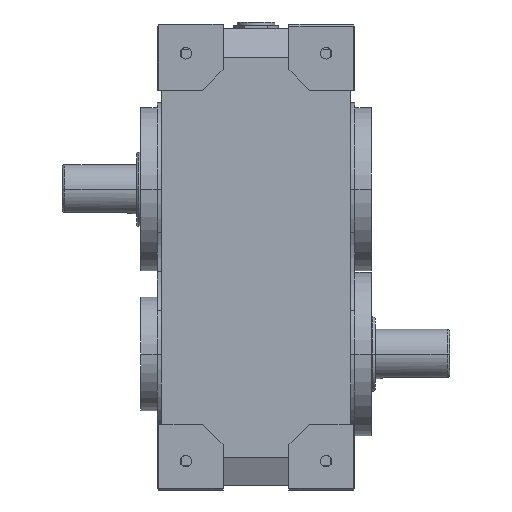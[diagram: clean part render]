
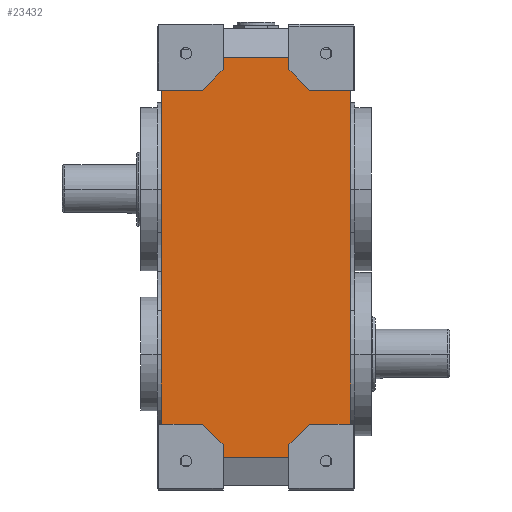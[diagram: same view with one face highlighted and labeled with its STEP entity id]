
A CAD part, front view. The second image highlights one B-rep face of the part: STEP entity #23432.
In plain terms, the highlighted planar face has unit normal (0, -1, 0).
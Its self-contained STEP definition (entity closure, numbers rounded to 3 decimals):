
#89 = EDGE_CURVE ( 'NONE', #12844, #33069, #9602, .T. ) ;
#652 = CARTESIAN_POINT ( 'NONE',  ( -115., -190., -285. ) ) ;
#1218 = EDGE_LOOP ( 'NONE', ( #18504, #10705, #12311, #29271, #29932, #30050, #25109, #25308, #6878, #1794, #22469, #17420, #24323, #22517, #19245, #16831 ) ) ;
#1261 = CARTESIAN_POINT ( 'NONE',  ( 115., -190., 120. ) ) ;
#1356 = DIRECTION ( 'NONE',  ( 1., 0., 0. ) ) ;
#1449 = LINE ( 'NONE', #12565, #2305 ) ;
#1794 = ORIENTED_EDGE ( 'NONE', *, *, #33829, .T. ) ;
#2305 = VECTOR ( 'NONE', #20763, 1000. ) ;
#2349 = LINE ( 'NONE', #24544, #20484 ) ;
#2941 = VERTEX_POINT ( 'NONE', #6403 ) ;
#3160 = CARTESIAN_POINT ( 'NONE',  ( -120., -190., -285. ) ) ;
#3313 = DIRECTION ( 'NONE',  ( 0., 1., 0. ) ) ;
#3412 = EDGE_CURVE ( 'NONE', #16282, #27987, #16047, .T. ) ;
#3794 = CARTESIAN_POINT ( 'NONE',  ( -40., -190., 160. ) ) ;
#3929 = DIRECTION ( 'NONE',  ( 0.707, 0., 0.707 ) ) ;
#4122 = DIRECTION ( 'NONE',  ( 0., 0., -1. ) ) ;
#4203 = VECTOR ( 'NONE', #13848, 1000. ) ;
#4799 = EDGE_CURVE ( 'NONE', #12844, #16054, #28355, .T. ) ;
#4930 = CARTESIAN_POINT ( 'NONE',  ( -40., -190., -325. ) ) ;
#5108 = LINE ( 'NONE', #1261, #32818 ) ;
#5158 = CARTESIAN_POINT ( 'NONE',  ( 65., -190., 120. ) ) ;
#5429 = VECTOR ( 'NONE', #13218, 1000. ) ;
#5848 = DIRECTION ( 'NONE',  ( 0., 0., 1. ) ) ;
#6302 = VECTOR ( 'NONE', #15815, 1000. ) ;
#6403 = CARTESIAN_POINT ( 'NONE',  ( -40., -190., -310. ) ) ;
#6579 = CARTESIAN_POINT ( 'NONE',  ( -40., -190., -365. ) ) ;
#6670 = LINE ( 'NONE', #3160, #4203 ) ;
#6878 = ORIENTED_EDGE ( 'NONE', *, *, #16242, .F. ) ;
#7593 = EDGE_CURVE ( 'NONE', #8772, #24934, #8738, .T. ) ;
#7969 = EDGE_CURVE ( 'NONE', #17932, #2941, #10372, .T. ) ;
#8162 = LINE ( 'NONE', #17178, #28409 ) ;
#8327 = DIRECTION ( 'NONE',  ( -0.707, 0., 0.707 ) ) ;
#8724 = CARTESIAN_POINT ( 'NONE',  ( -120., -190., -325. ) ) ;
#8738 = LINE ( 'NONE', #9205, #24438 ) ;
#8772 = VERTEX_POINT ( 'NONE', #23391 ) ;
#9109 = LINE ( 'NONE', #27345, #14476 ) ;
#9205 = CARTESIAN_POINT ( 'NONE',  ( 175., -190., -175. ) ) ;
#9602 = LINE ( 'NONE', #30321, #17057 ) ;
#10372 = LINE ( 'NONE', #23505, #5429 ) ;
#10705 = ORIENTED_EDGE ( 'NONE', *, *, #31502, .T. ) ;
#10845 = CARTESIAN_POINT ( 'NONE',  ( 115., -190., -285. ) ) ;
#10871 = CARTESIAN_POINT ( 'NONE',  ( -27.5, -190., 212.5 ) ) ;
#11295 = DIRECTION ( 'NONE',  ( 0., 0., 1. ) ) ;
#11373 = DIRECTION ( 'NONE',  ( 1., 0., 0. ) ) ;
#11748 = CARTESIAN_POINT ( 'NONE',  ( -40., -190., 145. ) ) ;
#12311 = ORIENTED_EDGE ( 'NONE', *, *, #3412, .F. ) ;
#12565 = CARTESIAN_POINT ( 'NONE',  ( -92.5, -190., 92.5 ) ) ;
#12575 = EDGE_CURVE ( 'NONE', #15191, #20925, #31205, .T. ) ;
#12841 = VERTEX_POINT ( 'NONE', #4930 ) ;
#12844 = VERTEX_POINT ( 'NONE', #5158 ) ;
#13218 = DIRECTION ( 'NONE',  ( 0.707, 0., -0.707 ) ) ;
#13848 = DIRECTION ( 'NONE',  ( 1., 0., 0. ) ) ;
#13920 = DIRECTION ( 'NONE',  ( 1., 0., 0. ) ) ;
#14220 = DIRECTION ( 'NONE',  ( 1., 0., 0. ) ) ;
#14273 = VERTEX_POINT ( 'NONE', #24343 ) ;
#14381 = VECTOR ( 'NONE', #25498, 1000. ) ;
#14476 = VECTOR ( 'NONE', #11295, 1000. ) ;
#14959 = CARTESIAN_POINT ( 'NONE',  ( -65., -190., -285. ) ) ;
#15191 = VERTEX_POINT ( 'NONE', #32380 ) ;
#15815 = DIRECTION ( 'NONE',  ( 1., 0., 0. ) ) ;
#16029 = VERTEX_POINT ( 'NONE', #10845 ) ;
#16047 = LINE ( 'NONE', #6579, #14381 ) ;
#16054 = VERTEX_POINT ( 'NONE', #18336 ) ;
#16242 = EDGE_CURVE ( 'NONE', #12841, #2941, #9109, .T. ) ;
#16282 = VERTEX_POINT ( 'NONE', #11748 ) ;
#16722 = EDGE_CURVE ( 'NONE', #15191, #14273, #22317, .T. ) ;
#16831 = ORIENTED_EDGE ( 'NONE', *, *, #4799, .T. ) ;
#17057 = VECTOR ( 'NONE', #1356, 1000. ) ;
#17178 = CARTESIAN_POINT ( 'NONE',  ( -120., -190., 160. ) ) ;
#17420 = ORIENTED_EDGE ( 'NONE', *, *, #7593, .T. ) ;
#17932 = VERTEX_POINT ( 'NONE', #14959 ) ;
#17993 = VERTEX_POINT ( 'NONE', #23056 ) ;
#18336 = CARTESIAN_POINT ( 'NONE',  ( 40., -190., 145. ) ) ;
#18504 = ORIENTED_EDGE ( 'NONE', *, *, #33821, .T. ) ;
#18585 = CARTESIAN_POINT ( 'NONE',  ( -120., -190., -285. ) ) ;
#18604 = EDGE_CURVE ( 'NONE', #27393, #8772, #22982, .T. ) ;
#19237 = CARTESIAN_POINT ( 'NONE',  ( 65., -190., -285. ) ) ;
#19245 = ORIENTED_EDGE ( 'NONE', *, *, #89, .F. ) ;
#20484 = VECTOR ( 'NONE', #5848, 1000. ) ;
#20625 = EDGE_CURVE ( 'NONE', #16029, #33069, #5108, .T. ) ;
#20763 = DIRECTION ( 'NONE',  ( -0.707, 0., -0.707 ) ) ;
#20768 = DIRECTION ( 'NONE',  ( 0., 0., 1. ) ) ;
#20925 = VERTEX_POINT ( 'NONE', #652 ) ;
#21336 = VECTOR ( 'NONE', #13920, 1000. ) ;
#21488 = VECTOR ( 'NONE', #11373, 1000. ) ;
#21980 = PLANE ( 'NONE',  #32216 ) ;
#22011 = LINE ( 'NONE', #18585, #6302 ) ;
#22317 = LINE ( 'NONE', #24754, #21488 ) ;
#22445 = EDGE_CURVE ( 'NONE', #24934, #16029, #6670, .T. ) ;
#22469 = ORIENTED_EDGE ( 'NONE', *, *, #18604, .T. ) ;
#22517 = ORIENTED_EDGE ( 'NONE', *, *, #20625, .T. ) ;
#22982 = LINE ( 'NONE', #26310, #24633 ) ;
#23056 = CARTESIAN_POINT ( 'NONE',  ( 40., -190., 160. ) ) ;
#23391 = CARTESIAN_POINT ( 'NONE',  ( 40., -190., -310. ) ) ;
#23432 = ADVANCED_FACE ( 'NONE', ( #29382 ), #21980, .F. ) ;
#23505 = CARTESIAN_POINT ( 'NONE',  ( -295., -190., -55. ) ) ;
#23913 = CARTESIAN_POINT ( 'NONE',  ( 40., -190., -325. ) ) ;
#24323 = ORIENTED_EDGE ( 'NONE', *, *, #22445, .T. ) ;
#24343 = CARTESIAN_POINT ( 'NONE',  ( -65., -190., 120. ) ) ;
#24438 = VECTOR ( 'NONE', #3929, 1000. ) ;
#24544 = CARTESIAN_POINT ( 'NONE',  ( 40., -190., -365. ) ) ;
#24633 = VECTOR ( 'NONE', #20768, 1000. ) ;
#24754 = CARTESIAN_POINT ( 'NONE',  ( -120., -190., 120. ) ) ;
#24811 = DIRECTION ( 'NONE',  ( -1., 0., 0. ) ) ;
#24934 = VERTEX_POINT ( 'NONE', #19237 ) ;
#24983 = VECTOR ( 'NONE', #4122, 1000. ) ;
#25078 = CARTESIAN_POINT ( 'NONE',  ( 115., -190., 120. ) ) ;
#25109 = ORIENTED_EDGE ( 'NONE', *, *, #27454, .T. ) ;
#25308 = ORIENTED_EDGE ( 'NONE', *, *, #7969, .T. ) ;
#25498 = DIRECTION ( 'NONE',  ( 0., 0., 1. ) ) ;
#25868 = VECTOR ( 'NONE', #8327, 1000. ) ;
#26310 = CARTESIAN_POINT ( 'NONE',  ( 40., -190., -365. ) ) ;
#26374 = EDGE_CURVE ( 'NONE', #16282, #14273, #1449, .T. ) ;
#27345 = CARTESIAN_POINT ( 'NONE',  ( -40., -190., -365. ) ) ;
#27393 = VERTEX_POINT ( 'NONE', #23913 ) ;
#27454 = EDGE_CURVE ( 'NONE', #20925, #17932, #22011, .T. ) ;
#27987 = VERTEX_POINT ( 'NONE', #3794 ) ;
#28019 = CARTESIAN_POINT ( 'NONE',  ( -115., -190., 120. ) ) ;
#28355 = LINE ( 'NONE', #10871, #25868 ) ;
#28409 = VECTOR ( 'NONE', #24811, 1000. ) ;
#29271 = ORIENTED_EDGE ( 'NONE', *, *, #26374, .T. ) ;
#29382 = FACE_OUTER_BOUND ( 'NONE', #1218, .T. ) ;
#29932 = ORIENTED_EDGE ( 'NONE', *, *, #16722, .F. ) ;
#30050 = ORIENTED_EDGE ( 'NONE', *, *, #12575, .T. ) ;
#30073 = CARTESIAN_POINT ( 'NONE',  ( -120., -190., 120. ) ) ;
#30321 = CARTESIAN_POINT ( 'NONE',  ( -120., -190., 120. ) ) ;
#30339 = DIRECTION ( 'NONE',  ( 0., 0., 1. ) ) ;
#31205 = LINE ( 'NONE', #28019, #24983 ) ;
#31502 = EDGE_CURVE ( 'NONE', #17993, #27987, #8162, .T. ) ;
#32216 = AXIS2_PLACEMENT_3D ( 'NONE', #30073, #3313, #14220 ) ;
#32380 = CARTESIAN_POINT ( 'NONE',  ( -115., -190., 120. ) ) ;
#32818 = VECTOR ( 'NONE', #30339, 1000. ) ;
#33069 = VERTEX_POINT ( 'NONE', #25078 ) ;
#33731 = LINE ( 'NONE', #8724, #21336 ) ;
#33821 = EDGE_CURVE ( 'NONE', #16054, #17993, #2349, .T. ) ;
#33829 = EDGE_CURVE ( 'NONE', #12841, #27393, #33731, .T. ) ;
